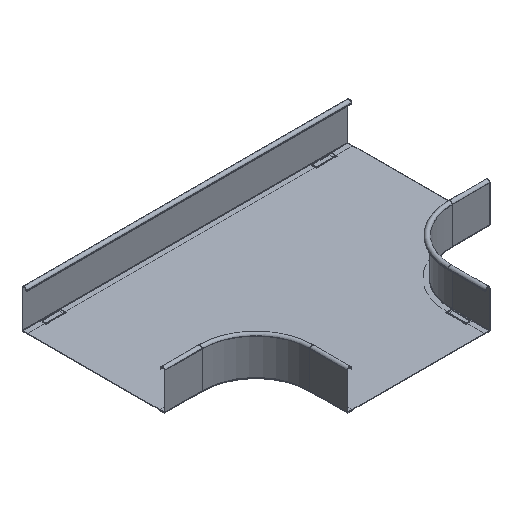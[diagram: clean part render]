
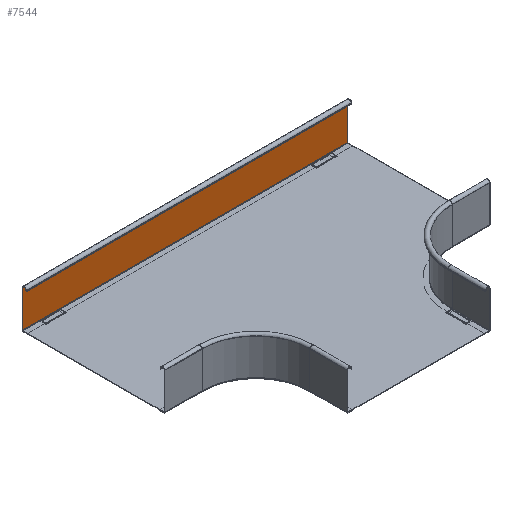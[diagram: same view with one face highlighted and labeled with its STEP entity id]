
A CAD part, isometric view. The second image highlights one B-rep face of the part: STEP entity #7544.
In plain terms, the highlighted face is planar.
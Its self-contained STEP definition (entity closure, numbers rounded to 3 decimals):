
#7078=DIRECTION('',(0.,0.,-1.));
#7079=VECTOR('',#7078,102.);
#7080=CARTESIAN_POINT('',(1.25,910.,104.25));
#7081=LINE('',#7080,#7079);
#7176=DIRECTION('',(0.,1.,0.));
#7177=VECTOR('',#7176,910.);
#7178=CARTESIAN_POINT('',(1.25,0.,104.25));
#7179=LINE('',#7178,#7177);
#7184=DIRECTION('',(0.,0.,-1.));
#7185=VECTOR('',#7184,102.);
#7186=CARTESIAN_POINT('',(1.25,0.,104.25));
#7187=LINE('',#7186,#7185);
#7192=DIRECTION('',(0.,-1.,0.));
#7193=VECTOR('',#7192,910.);
#7194=CARTESIAN_POINT('',(1.25,910.,2.25));
#7195=LINE('',#7194,#7193);
#7208=CARTESIAN_POINT('',(1.25,910.,2.25));
#7209=CARTESIAN_POINT('',(1.25,0.,2.25));
#7210=VERTEX_POINT('',#7208);
#7211=VERTEX_POINT('',#7209);
#7212=CARTESIAN_POINT('',(1.25,910.,104.25));
#7213=VERTEX_POINT('',#7212);
#7214=CARTESIAN_POINT('',(1.25,0.,104.25));
#7215=VERTEX_POINT('',#7214);
#7532=CARTESIAN_POINT('',(1.25,0.,2.25));
#7533=DIRECTION('',(-1.,0.,0.));
#7534=DIRECTION('',(0.,0.,1.));
#7535=AXIS2_PLACEMENT_3D('',#7532,#7533,#7534);
#7536=PLANE('',#7535);
#7538=ORIENTED_EDGE('',*,*,#7537,.T.);
#7539=ORIENTED_EDGE('',*,*,#7275,.F.);
#7540=ORIENTED_EDGE('',*,*,#7521,.T.);
#7541=ORIENTED_EDGE('',*,*,#7369,.T.);
#7542=EDGE_LOOP('',(#7538,#7539,#7540,#7541));
#7543=FACE_OUTER_BOUND('',#7542,.F.);
#7544=ADVANCED_FACE('',(#7543),#7536,.F.);
#7275=EDGE_CURVE('',#7215,#7211,#7187,.T.);
#7369=EDGE_CURVE('',#7213,#7210,#7081,.T.);
#7521=EDGE_CURVE('',#7215,#7213,#7179,.T.);
#7537=EDGE_CURVE('',#7210,#7211,#7195,.T.);
